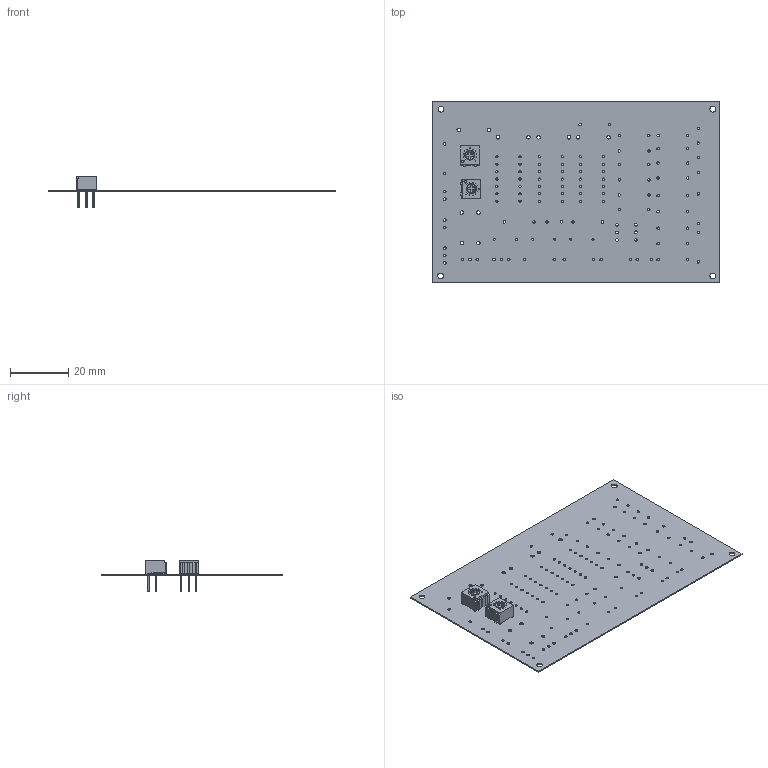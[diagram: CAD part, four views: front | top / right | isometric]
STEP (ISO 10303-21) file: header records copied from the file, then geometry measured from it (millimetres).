
FILE_DESCRIPTION(('Open CASCADE Model'),'2;1');
FILE_NAME('Open CASCADE Shape Model','2022-05-01T07:05:58',('Author'),( 'Open CASCADE'),'Open CASCADE STEP processor 6.8','Open CASCADE 6.8' ,'Unknown');
FILE_SCHEMA(('AUTOMOTIVE_DESIGN { 1 0 10303 214 1 1 1 1 }'));
Length unit declared in the file: millimetre
Products named in the file (7): PCB; Board; Open CASCADE STEP translator 6.8 1.1.1; RV2; 5884946720; RV1; 5884942880
Assembly tree (6 placements, depth 3):
  PCB
    Board
      Open CASCADE STEP translator 6.8 1.1.1
    RV2
      5884946720
    RV1
      5884942880
Bounding box: 98.81 x 62.48 x 10.72 mm (x, y, z)
Volume: 2885.6 mm3; surface area: 13067.3 mm2
Topology: 11 solids, 11 shells, 473 faces, 1301 edges, 860 vertices
Faces by surface type: plane 238, cylinder 231, cone 4
Full cylindrical faces by diameter (mm): 0.7 x6, 0.714 x6, 0.77 x42, 0.8 x8, 0.85 x48, 0.9 x13, 0.91 x3, 0.94 x3, 1.2 x12, 2 x4
Entity records: 15917 total; most frequent: DIRECTION 2723, CARTESIAN_POINT 2677, ORIENTED_EDGE 2602, EDGE_CURVE 1301, AXIS2_PLACEMENT_3D 954, VERTEX_POINT 860, LINE 815, VECTOR 815
